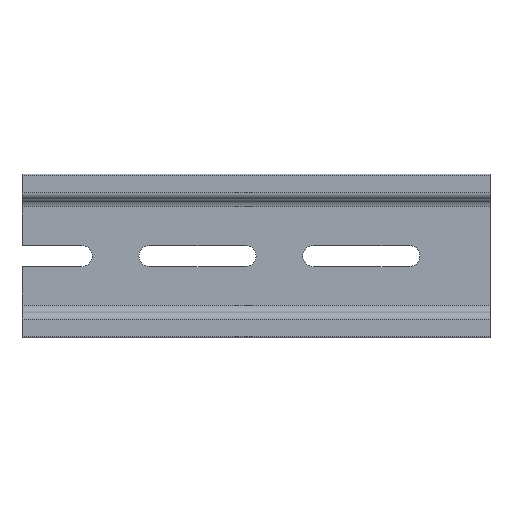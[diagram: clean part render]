
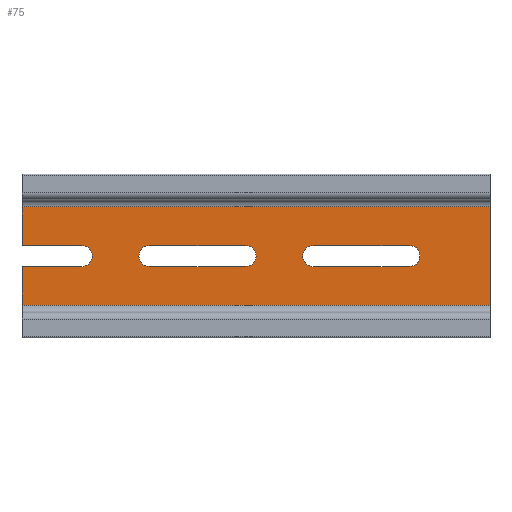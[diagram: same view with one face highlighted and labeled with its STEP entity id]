
A CAD part, top view. The second image highlights one B-rep face of the part: STEP entity #75.
In plain terms, the highlighted planar face has unit normal (0, 0, 1).
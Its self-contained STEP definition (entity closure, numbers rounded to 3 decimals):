
#75 = ADVANCED_FACE( '', ( #114, #115, #116 ), #117, .F. );
#114 = FACE_BOUND( '', #194, .T. );
#115 = FACE_BOUND( '', #195, .T. );
#116 = FACE_OUTER_BOUND( '', #196, .T. );
#117 = PLANE( '', #197 );
#194 = EDGE_LOOP( '', ( #274, #275, #276, #277 ) );
#195 = EDGE_LOOP( '', ( #278, #279, #280, #281 ) );
#196 = EDGE_LOOP( '', ( #282, #283, #284, #285, #286, #287, #288, #289 ) );
#197 = AXIS2_PLACEMENT_3D( '', #290, #291, #292 );
#274 = ORIENTED_EDGE( '', *, *, #604, .F. );
#275 = ORIENTED_EDGE( '', *, *, #605, .F. );
#276 = ORIENTED_EDGE( '', *, *, #606, .F. );
#277 = ORIENTED_EDGE( '', *, *, #607, .F. );
#278 = ORIENTED_EDGE( '', *, *, #608, .F. );
#279 = ORIENTED_EDGE( '', *, *, #609, .F. );
#280 = ORIENTED_EDGE( '', *, *, #610, .F. );
#281 = ORIENTED_EDGE( '', *, *, #611, .F. );
#282 = ORIENTED_EDGE( '', *, *, #612, .F. );
#283 = ORIENTED_EDGE( '', *, *, #613, .F. );
#284 = ORIENTED_EDGE( '', *, *, #614, .F. );
#285 = ORIENTED_EDGE( '', *, *, #615, .T. );
#286 = ORIENTED_EDGE( '', *, *, #616, .F. );
#287 = ORIENTED_EDGE( '', *, *, #617, .F. );
#288 = ORIENTED_EDGE( '', *, *, #618, .T. );
#289 = ORIENTED_EDGE( '', *, *, #619, .T. );
#290 = CARTESIAN_POINT( '', ( 50., 10.5, 1.5 ) );
#291 = DIRECTION( '', ( 0., 0., -1. ) );
#292 = DIRECTION( '', ( -1., 0., 0. ) );
#604 = EDGE_CURVE( '', #712, #713, #714, .T. );
#605 = EDGE_CURVE( '', #715, #712, #716, .T. );
#606 = EDGE_CURVE( '', #717, #715, #718, .T. );
#607 = EDGE_CURVE( '', #713, #717, #719, .T. );
#608 = EDGE_CURVE( '', #720, #721, #722, .T. );
#609 = EDGE_CURVE( '', #723, #720, #724, .T. );
#610 = EDGE_CURVE( '', #725, #723, #726, .T. );
#611 = EDGE_CURVE( '', #721, #725, #727, .T. );
#612 = EDGE_CURVE( '', #728, #729, #730, .T. );
#613 = EDGE_CURVE( '', #731, #728, #732, .T. );
#614 = EDGE_CURVE( '', #733, #731, #734, .T. );
#615 = EDGE_CURVE( '', #733, #735, #736, .T. );
#616 = EDGE_CURVE( '', #737, #735, #738, .T. );
#617 = EDGE_CURVE( '', #739, #737, #740, .T. );
#618 = EDGE_CURVE( '', #739, #741, #742, .T. );
#619 = EDGE_CURVE( '', #741, #729, #743, .T. );
#712 = VERTEX_POINT( '', #892 );
#713 = VERTEX_POINT( '', #893 );
#714 = LINE( '', #894, #895 );
#715 = VERTEX_POINT( '', #896 );
#716 = CIRCLE( '', #897, 2.25 );
#717 = VERTEX_POINT( '', #898 );
#718 = LINE( '', #899, #900 );
#719 = CIRCLE( '', #901, 2.25 );
#720 = VERTEX_POINT( '', #902 );
#721 = VERTEX_POINT( '', #903 );
#722 = LINE( '', #904, #905 );
#723 = VERTEX_POINT( '', #906 );
#724 = CIRCLE( '', #907, 2.25 );
#725 = VERTEX_POINT( '', #908 );
#726 = LINE( '', #909, #910 );
#727 = CIRCLE( '', #911, 2.25 );
#728 = VERTEX_POINT( '', #912 );
#729 = VERTEX_POINT( '', #913 );
#730 = LINE( '', #914, #915 );
#731 = VERTEX_POINT( '', #916 );
#732 = CIRCLE( '', #917, 2.25 );
#733 = VERTEX_POINT( '', #918 );
#734 = LINE( '', #919, #920 );
#735 = VERTEX_POINT( '', #921 );
#736 = LINE( '', #922, #923 );
#737 = VERTEX_POINT( '', #924 );
#738 = LINE( '', #925, #926 );
#739 = VERTEX_POINT( '', #927 );
#740 = LINE( '', #928, #929 );
#741 = VERTEX_POINT( '', #930 );
#742 = LINE( '', #931, #932 );
#743 = LINE( '', #933, #934 );
#892 = CARTESIAN_POINT( '', ( -2.25, 2.25, 1.5 ) );
#893 = CARTESIAN_POINT( '', ( -22.75, 2.25, 1.5 ) );
#894 = CARTESIAN_POINT( '', ( -2.25, 2.25, 1.5 ) );
#895 = VECTOR( '', #1150, 1000. );
#896 = CARTESIAN_POINT( '', ( -2.25, -2.25, 1.5 ) );
#897 = AXIS2_PLACEMENT_3D( '', #1151, #1152, #1153 );
#898 = CARTESIAN_POINT( '', ( -22.75, -2.25, 1.5 ) );
#899 = CARTESIAN_POINT( '', ( -22.75, -2.25, 1.5 ) );
#900 = VECTOR( '', #1154, 1000. );
#901 = AXIS2_PLACEMENT_3D( '', #1155, #1156, #1157 );
#902 = CARTESIAN_POINT( '', ( 32.75, 2.25, 1.5 ) );
#903 = CARTESIAN_POINT( '', ( 12.25, 2.25, 1.5 ) );
#904 = CARTESIAN_POINT( '', ( 32.75, 2.25, 1.5 ) );
#905 = VECTOR( '', #1158, 1000. );
#906 = CARTESIAN_POINT( '', ( 32.75, -2.25, 1.5 ) );
#907 = AXIS2_PLACEMENT_3D( '', #1159, #1160, #1161 );
#908 = CARTESIAN_POINT( '', ( 12.25, -2.25, 1.5 ) );
#909 = CARTESIAN_POINT( '', ( 12.25, -2.25, 1.5 ) );
#910 = VECTOR( '', #1162, 1000. );
#911 = AXIS2_PLACEMENT_3D( '', #1163, #1164, #1165 );
#912 = CARTESIAN_POINT( '', ( -37.25, 2.25, 1.5 ) );
#913 = CARTESIAN_POINT( '', ( -50., 2.25, 1.5 ) );
#914 = CARTESIAN_POINT( '', ( -37.25, 2.25, 1.5 ) );
#915 = VECTOR( '', #1166, 1000. );
#916 = CARTESIAN_POINT( '', ( -37.25, -2.25, 1.5 ) );
#917 = AXIS2_PLACEMENT_3D( '', #1167, #1168, #1169 );
#918 = CARTESIAN_POINT( '', ( -50., -2.25, 1.5 ) );
#919 = CARTESIAN_POINT( '', ( -57.75, -2.25, 1.5 ) );
#920 = VECTOR( '', #1170, 1000. );
#921 = CARTESIAN_POINT( '', ( -50., -10.5, 1.5 ) );
#922 = CARTESIAN_POINT( '', ( -50., 10.5, 1.5 ) );
#923 = VECTOR( '', #1171, 1000. );
#924 = CARTESIAN_POINT( '', ( 50., -10.5, 1.5 ) );
#925 = CARTESIAN_POINT( '', ( 50., -10.5, 1.5 ) );
#926 = VECTOR( '', #1172, 1000. );
#927 = CARTESIAN_POINT( '', ( 50., 10.5, 1.5 ) );
#928 = CARTESIAN_POINT( '', ( 50., 10.5, 1.5 ) );
#929 = VECTOR( '', #1173, 1000. );
#930 = CARTESIAN_POINT( '', ( -50., 10.5, 1.5 ) );
#931 = CARTESIAN_POINT( '', ( 50., 10.5, 1.5 ) );
#932 = VECTOR( '', #1174, 1000. );
#933 = CARTESIAN_POINT( '', ( -50., 10.5, 1.5 ) );
#934 = VECTOR( '', #1175, 1000. );
#1150 = DIRECTION( '', ( -1., 0., 0. ) );
#1151 = CARTESIAN_POINT( '', ( -2.25, 0., 1.5 ) );
#1152 = DIRECTION( '', ( 0., 0., 1. ) );
#1153 = DIRECTION( '', ( 1., 0., 0. ) );
#1154 = DIRECTION( '', ( 1., 0., 0. ) );
#1155 = CARTESIAN_POINT( '', ( -22.75, 0., 1.5 ) );
#1156 = DIRECTION( '', ( 0., 0., 1. ) );
#1157 = DIRECTION( '', ( 1., 0., 0. ) );
#1158 = DIRECTION( '', ( -1., 0., 0. ) );
#1159 = CARTESIAN_POINT( '', ( 32.75, 0., 1.5 ) );
#1160 = DIRECTION( '', ( 0., 0., 1. ) );
#1161 = DIRECTION( '', ( 1., 0., 0. ) );
#1162 = DIRECTION( '', ( 1., 0., 0. ) );
#1163 = CARTESIAN_POINT( '', ( 12.25, 0., 1.5 ) );
#1164 = DIRECTION( '', ( 0., 0., 1. ) );
#1165 = DIRECTION( '', ( 1., 0., 0. ) );
#1166 = DIRECTION( '', ( -1., 0., 0. ) );
#1167 = CARTESIAN_POINT( '', ( -37.25, 0., 1.5 ) );
#1168 = DIRECTION( '', ( 0., 0., 1. ) );
#1169 = DIRECTION( '', ( 1., 0., 0. ) );
#1170 = DIRECTION( '', ( 1., 0., 0. ) );
#1171 = DIRECTION( '', ( 0., -1., 0. ) );
#1172 = DIRECTION( '', ( -1., 0., 0. ) );
#1173 = DIRECTION( '', ( 0., -1., 0. ) );
#1174 = DIRECTION( '', ( -1., 0., 0. ) );
#1175 = DIRECTION( '', ( 0., -1., 0. ) );
